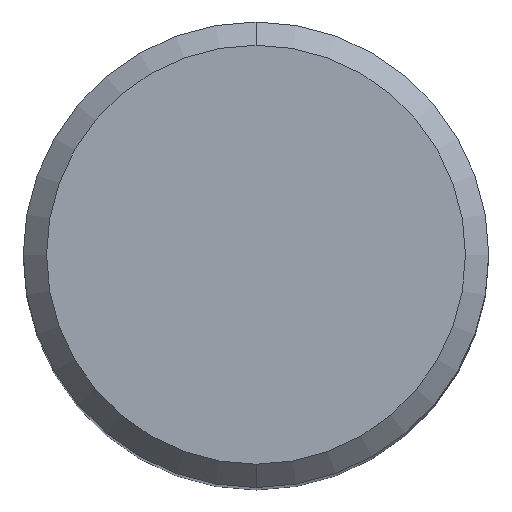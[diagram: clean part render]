
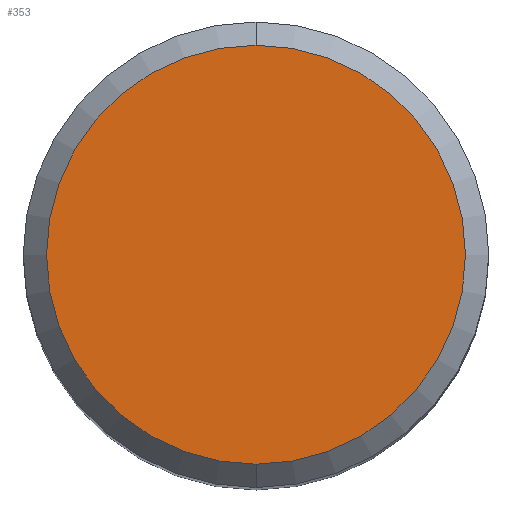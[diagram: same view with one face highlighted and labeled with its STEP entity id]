
A CAD part, top view. The second image highlights one B-rep face of the part: STEP entity #353.
In plain terms, the highlighted planar face has unit normal (0, 0, 1).
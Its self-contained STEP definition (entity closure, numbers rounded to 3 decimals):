
#197=VERTEX_POINT('',#509);
#203=EDGE_CURVE('',#293,#197,#515,.T.);
#293=VERTEX_POINT('',#612);
#353=ADVANCED_FACE('',(#678),#679,.T.);
#413=EDGE_CURVE('',#197,#293,#744,.T.);
#509=CARTESIAN_POINT('',(0.0,9.0,0.0));
#515=CIRCLE('',#851,9.0);
#612=CARTESIAN_POINT('',(0.,-9.0,0.0));
#678=FACE_OUTER_BOUND('',#1201,.T.);
#679=PLANE('',#1202);
#744=CIRCLE('',#1424,9.0);
#851=AXIS2_PLACEMENT_3D('',#1663,#1664,#1665);
#1201=EDGE_LOOP('',(#1834,#1835));
#1202=AXIS2_PLACEMENT_3D('',#1836,#1837,#1838);
#1424=AXIS2_PLACEMENT_3D('',#1894,#1895,#1896);
#1663=CARTESIAN_POINT('',(0.0,0.0,0.0));
#1664=DIRECTION('',(0.0,0.0,-1.0));
#1665=DIRECTION('',(0.0,1.0,0.0));
#1834=ORIENTED_EDGE('',*,*,#413,.F.);
#1835=ORIENTED_EDGE('',*,*,#203,.F.);
#1836=CARTESIAN_POINT('',(0.0,4.5,0.0));
#1837=DIRECTION('',(-0.0,0.0,1.0));
#1838=DIRECTION('',(0.0,-1.0,0.0));
#1894=CARTESIAN_POINT('',(0.0,0.0,0.0));
#1895=DIRECTION('',(0.0,0.0,-1.0));
#1896=DIRECTION('',(0.0,1.0,0.0));
